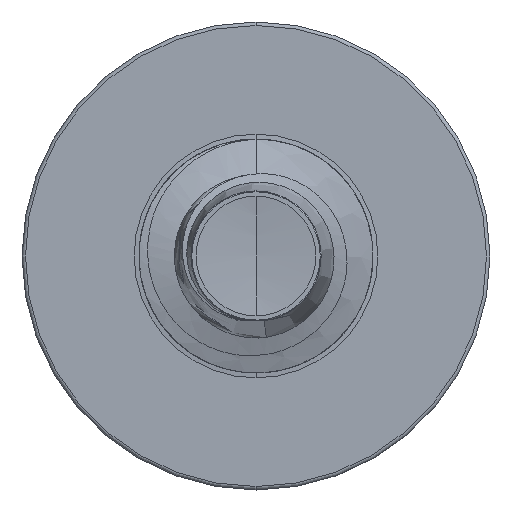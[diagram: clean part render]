
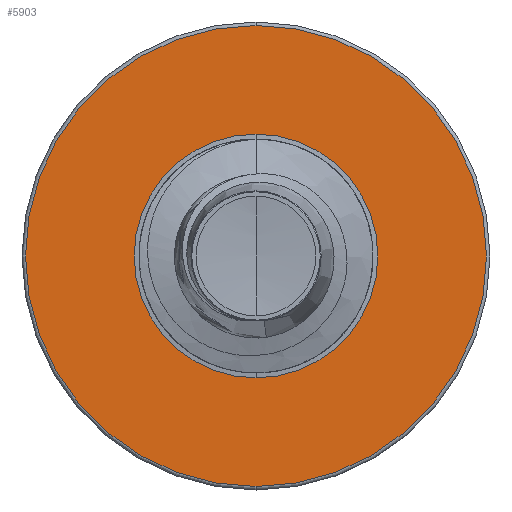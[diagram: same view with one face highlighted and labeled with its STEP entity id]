
A CAD part, front view. The second image highlights one B-rep face of the part: STEP entity #5903.
In plain terms, the highlighted planar face has unit normal (0, -1, 0).
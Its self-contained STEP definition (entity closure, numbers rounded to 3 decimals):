
#2754 = VERTEX_POINT ( 'NONE', #8174 ) ;
#3879 = CARTESIAN_POINT ( 'NONE',  ( 0., 17.5, -1.562 ) ) ;
#4060 = AXIS2_PLACEMENT_3D ( 'NONE', #7406, #22266, #9927 ) ;
#4253 = AXIS2_PLACEMENT_3D ( 'NONE', #8318, #22787, #10803 ) ;
#4311 = AXIS2_PLACEMENT_3D ( 'NONE', #24082, #12847, #25593 ) ;
#4648 = CIRCLE ( 'NONE', #6744, 2.955 ) ;
#5177 = DIRECTION ( 'NONE',  ( 0., 1., 0. ) ) ;
#5903 = ADVANCED_FACE ( 'NONE', ( #19499, #26668 ), #15871, .F. ) ;
#6744 = AXIS2_PLACEMENT_3D ( 'NONE', #18994, #5177, #20823 ) ;
#7406 = CARTESIAN_POINT ( 'NONE',  ( 0., 17.5, 0. ) ) ;
#8174 = CARTESIAN_POINT ( 'NONE',  ( 0., 17.5, 1.562 ) ) ;
#8318 = CARTESIAN_POINT ( 'NONE',  ( 0., 17.5, 0. ) ) ;
#8965 = EDGE_LOOP ( 'NONE', ( #23538, #18999 ) ) ;
#9927 = DIRECTION ( 'NONE',  ( 0., 0., 1. ) ) ;
#10309 = CIRCLE ( 'NONE', #4311, 2.955 ) ;
#10803 = DIRECTION ( 'NONE',  ( 0., 0., 1. ) ) ;
#10828 = CARTESIAN_POINT ( 'NONE',  ( 0., 17.5, 2.955 ) ) ;
#11239 = EDGE_LOOP ( 'NONE', ( #19677, #21839 ) ) ;
#12847 = DIRECTION ( 'NONE',  ( 0., 1., 0. ) ) ;
#15670 = DIRECTION ( 'NONE',  ( 0., 0., 1. ) ) ;
#15677 = DIRECTION ( 'NONE',  ( 0., 1., 0. ) ) ;
#15871 = PLANE ( 'NONE',  #17309 ) ;
#15990 = CARTESIAN_POINT ( 'NONE',  ( 0., 17.5, -1.562 ) ) ;
#17309 = AXIS2_PLACEMENT_3D ( 'NONE', #15990, #15677, #15670 ) ;
#18994 = CARTESIAN_POINT ( 'NONE',  ( 0., 17.5, 0. ) ) ;
#18999 = ORIENTED_EDGE ( 'NONE', *, *, #21057, .F. ) ;
#19499 = FACE_OUTER_BOUND ( 'NONE', #8965, .T. ) ;
#19677 = ORIENTED_EDGE ( 'NONE', *, *, #21264, .T. ) ;
#20186 = VERTEX_POINT ( 'NONE', #3879 ) ;
#20823 = DIRECTION ( 'NONE',  ( 0., 0., 1. ) ) ;
#21057 = EDGE_CURVE ( 'NONE', #24366, #26408, #10309, .T. ) ;
#21264 = EDGE_CURVE ( 'NONE', #2754, #20186, #24038, .T. ) ;
#21632 = EDGE_CURVE ( 'NONE', #20186, #2754, #26440, .T. ) ;
#21839 = ORIENTED_EDGE ( 'NONE', *, *, #21632, .T. ) ;
#21845 = EDGE_CURVE ( 'NONE', #26408, #24366, #4648, .T. ) ;
#22266 = DIRECTION ( 'NONE',  ( 0., 1., 0. ) ) ;
#22787 = DIRECTION ( 'NONE',  ( 0., 1., 0. ) ) ;
#23099 = CARTESIAN_POINT ( 'NONE',  ( 0., 17.5, -2.955 ) ) ;
#23538 = ORIENTED_EDGE ( 'NONE', *, *, #21845, .F. ) ;
#24038 = CIRCLE ( 'NONE', #4253, 1.562 ) ;
#24082 = CARTESIAN_POINT ( 'NONE',  ( 0., 17.5, 0. ) ) ;
#24366 = VERTEX_POINT ( 'NONE', #23099 ) ;
#25593 = DIRECTION ( 'NONE',  ( 0., 0., 1. ) ) ;
#26408 = VERTEX_POINT ( 'NONE', #10828 ) ;
#26440 = CIRCLE ( 'NONE', #4060, 1.562 ) ;
#26668 = FACE_BOUND ( 'NONE', #11239, .T. ) ;
